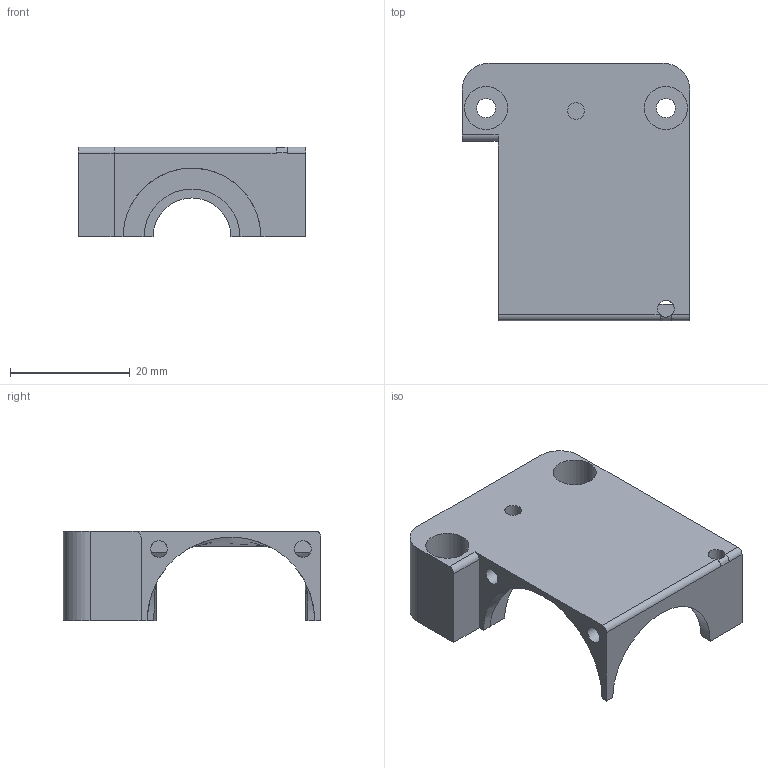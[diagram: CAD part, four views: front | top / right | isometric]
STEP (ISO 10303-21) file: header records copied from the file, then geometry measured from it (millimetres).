
FILE_DESCRIPTION(('FreeCAD Model'),'2;1');
FILE_NAME('bowden-hotend-fan-holder.step', '2021-08-15T20:55:44',('Author'),(''), 'Open CASCADE STEP processor 7.3','FreeCAD','Unknown');
FILE_SCHEMA(('AUTOMOTIVE_DESIGN { 1 0 10303 214 1 1 1 1 }'));
Length unit declared in the file: millimetre
Products named in the file (1): hotend.bowden.lid
Bounding box: 38 x 43 x 15 mm (x, y, z)
Volume: 8543.3 mm3; surface area: 5762 mm2
Topology: 1 solids, 1 shells, 48 faces, 134 edges, 89 vertices
Faces by surface type: plane 20, cylinder 18, bspline 10
Full cylindrical faces by diameter (mm): 2.8 x4, 3.2 x2, 7.2 x2
Entity records: 5003 total; most frequent: CARTESIAN_POINT 2500, DIRECTION 399, ORIENTED_EDGE 268, PCURVE 268, DEFINITIONAL_REPRESENTATION 268, LINE 200, VECTOR 200, EDGE_CURVE 134
